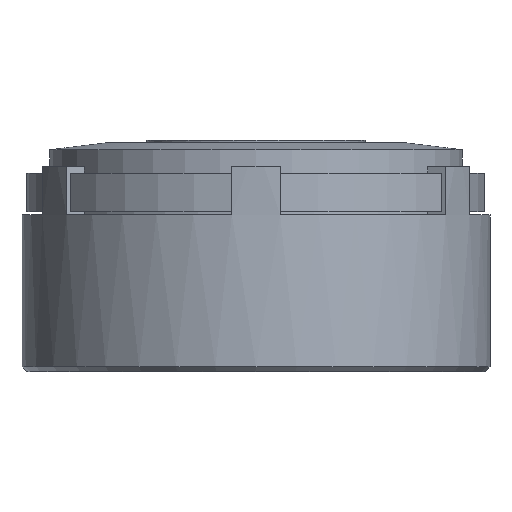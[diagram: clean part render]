
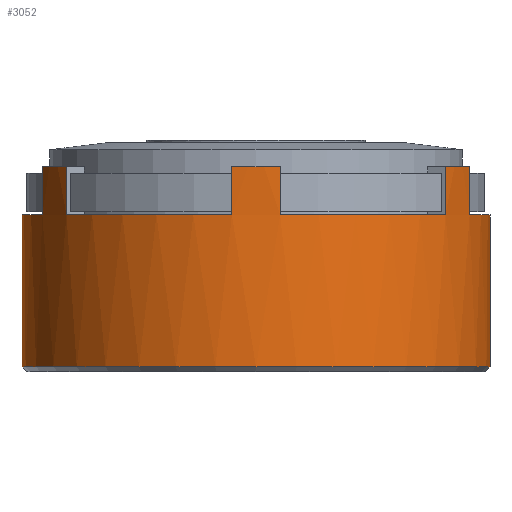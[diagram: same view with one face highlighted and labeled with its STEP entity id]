
A CAD part, front view. The second image highlights one B-rep face of the part: STEP entity #3052.
In plain terms, the highlighted cylindrical face has radius 48.5 mm (diameter 97 mm), a partial arc.
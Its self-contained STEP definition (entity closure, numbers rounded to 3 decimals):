
#20 = CIRCLE ( 'NONE', #22, 48.5 ) ;
#21 = CARTESIAN_POINT ( 'NONE',  ( 0., 0., 32.5 ) ) ;
#22 = AXIS2_PLACEMENT_3D ( 'NONE', #21, #26, #25 ) ;
#25 = DIRECTION ( 'NONE',  ( -0.5, -0.866, 0. ) ) ;
#26 = DIRECTION ( 'NONE',  ( 0., 0., 1. ) ) ;
#27 = CARTESIAN_POINT ( 'NONE',  ( 39.278, -28.451, 32.5 ) ) ;
#614 = CARTESIAN_POINT ( 'NONE',  ( 48.5, 0., 1. ) ) ;
#620 = CARTESIAN_POINT ( 'NONE',  ( -48.5, 0., 1. ) ) ;
#704 = VERTEX_POINT ( 'NONE', #1228 ) ;
#715 = VERTEX_POINT ( 'NONE', #1301 ) ;
#747 = EDGE_CURVE ( 'NONE', #2980, #704, #1386, .T. ) ;
#818 = EDGE_CURVE ( 'NONE', #2896, #715, #1493, .T. ) ;
#827 = VERTEX_POINT ( 'NONE', #1490 ) ;
#834 = EDGE_CURVE ( 'NONE', #2994, #827, #1519, .T. ) ;
#877 = EDGE_CURVE ( 'NONE', #898, #901, #1602, .T. ) ;
#898 = VERTEX_POINT ( 'NONE', #1631 ) ;
#901 = VERTEX_POINT ( 'NONE', #1663 ) ;
#935 = EDGE_CURVE ( 'NONE', #1114, #898, #1696, .T. ) ;
#943 = EDGE_CURVE ( 'NONE', #945, #901, #1700, .T. ) ;
#945 = VERTEX_POINT ( 'NONE', #1721 ) ;
#1018 = EDGE_CURVE ( 'NONE', #715, #827, #1782, .T. ) ;
#1055 = EDGE_CURVE ( 'NONE', #2977, #1076, #1869, .T. ) ;
#1076 = VERTEX_POINT ( 'NONE', #1888 ) ;
#1114 = VERTEX_POINT ( 'NONE', #27 ) ;
#1115 = EDGE_CURVE ( 'NONE', #2994, #1114, #20, .T. ) ;
#1228 = CARTESIAN_POINT ( 'NONE',  ( -39.278, -28.451, 42.5 ) ) ;
#1301 = CARTESIAN_POINT ( 'NONE',  ( -5., -48.242, 42.5 ) ) ;
#1386 = LINE ( 'NONE', #1401, #1396 ) ;
#1396 = VECTOR ( 'NONE', #1400, 1000. ) ;
#1400 = DIRECTION ( 'NONE',  ( 0., 0., 1. ) ) ;
#1401 = CARTESIAN_POINT ( 'NONE',  ( -39.278, -28.451, 32.5 ) ) ;
#1487 = VECTOR ( 'NONE', #1488, 1000. ) ;
#1488 = DIRECTION ( 'NONE',  ( 0., 0., 1. ) ) ;
#1490 = CARTESIAN_POINT ( 'NONE',  ( 5., -48.242, 42.5 ) ) ;
#1493 = LINE ( 'NONE', #1494, #1487 ) ;
#1494 = CARTESIAN_POINT ( 'NONE',  ( -5., -48.242, 32.5 ) ) ;
#1516 = DIRECTION ( 'NONE',  ( 0., 0., 1. ) ) ;
#1517 = VECTOR ( 'NONE', #1516, 1000. ) ;
#1518 = CARTESIAN_POINT ( 'NONE',  ( 5., -48.242, 32.5 ) ) ;
#1519 = LINE ( 'NONE', #1518, #1517 ) ;
#1595 = CARTESIAN_POINT ( 'NONE',  ( 0., 0., 42.5 ) ) ;
#1599 = DIRECTION ( 'NONE',  ( 1., 0., 0. ) ) ;
#1600 = DIRECTION ( 'NONE',  ( 0., 0., 1. ) ) ;
#1601 = AXIS2_PLACEMENT_3D ( 'NONE', #1595, #1600, #1599 ) ;
#1602 = CIRCLE ( 'NONE', #1601, 48.5 ) ;
#1631 = CARTESIAN_POINT ( 'NONE',  ( 39.278, -28.451, 42.5 ) ) ;
#1663 = CARTESIAN_POINT ( 'NONE',  ( 44.278, -19.791, 42.5 ) ) ;
#1680 = DIRECTION ( 'NONE',  ( 0., 0., 1. ) ) ;
#1681 = VECTOR ( 'NONE', #1680, 1000. ) ;
#1682 = CARTESIAN_POINT ( 'NONE',  ( 39.278, -28.451, 32.5 ) ) ;
#1696 = LINE ( 'NONE', #1682, #1681 ) ;
#1700 = LINE ( 'NONE', #1702, #1703 ) ;
#1702 = CARTESIAN_POINT ( 'NONE',  ( 44.278, -19.791, 32.5 ) ) ;
#1703 = VECTOR ( 'NONE', #1715, 1000. ) ;
#1715 = DIRECTION ( 'NONE',  ( 0., 0., 1. ) ) ;
#1721 = CARTESIAN_POINT ( 'NONE',  ( 44.278, -19.791, 32.5 ) ) ;
#1779 = DIRECTION ( 'NONE',  ( 1., 0., 0. ) ) ;
#1780 = DIRECTION ( 'NONE',  ( 0., 0., 1. ) ) ;
#1781 = AXIS2_PLACEMENT_3D ( 'NONE', #1789, #1780, #1779 ) ;
#1782 = CIRCLE ( 'NONE', #1781, 48.5 ) ;
#1789 = CARTESIAN_POINT ( 'NONE',  ( 0., 0., 42.5 ) ) ;
#1866 = VECTOR ( 'NONE', #1867, 1000. ) ;
#1867 = DIRECTION ( 'NONE',  ( 0., 0., 1. ) ) ;
#1868 = CARTESIAN_POINT ( 'NONE',  ( -44.278, -19.791, 32.5 ) ) ;
#1869 = LINE ( 'NONE', #1868, #1866 ) ;
#1888 = CARTESIAN_POINT ( 'NONE',  ( -44.278, -19.791, 42.5 ) ) ;
#2092 = CARTESIAN_POINT ( 'NONE',  ( 48.5, 0., 32.5 ) ) ;
#2111 = DIRECTION ( 'NONE',  ( 0., 0., 1. ) ) ;
#2112 = CARTESIAN_POINT ( 'NONE',  ( 0., 0., 1. ) ) ;
#2115 = AXIS2_PLACEMENT_3D ( 'NONE', #2112, #2111, #2125 ) ;
#2116 = DIRECTION ( 'NONE',  ( 0.5, -0.866, 0. ) ) ;
#2121 = DIRECTION ( 'NONE',  ( 0., 0., 1. ) ) ;
#2122 = CARTESIAN_POINT ( 'NONE',  ( 0., 0., 32.5 ) ) ;
#2123 = CIRCLE ( 'NONE', #2115, 48.5 ) ;
#2125 = DIRECTION ( 'NONE',  ( 1., 0., 0. ) ) ;
#2129 = CARTESIAN_POINT ( 'NONE',  ( -48.5, 0., 42.5 ) ) ;
#2130 = LINE ( 'NONE', #2129, #2155 ) ;
#2132 = DIRECTION ( 'NONE',  ( 0., 0., -1. ) ) ;
#2155 = VECTOR ( 'NONE', #2132, 1000. ) ;
#2158 = CARTESIAN_POINT ( 'NONE',  ( -48.5, 0., 32.5 ) ) ;
#2176 = DIRECTION ( 'NONE',  ( 0., 0., -1. ) ) ;
#2197 = VECTOR ( 'NONE', #2176, 1000. ) ;
#2198 = CARTESIAN_POINT ( 'NONE',  ( 48.5, 0., 42.5 ) ) ;
#2199 = LINE ( 'NONE', #2198, #2197 ) ;
#2219 = CARTESIAN_POINT ( 'NONE',  ( -5., -48.242, 32.5 ) ) ;
#2300 = DIRECTION ( 'NONE',  ( 0., 0., 1. ) ) ;
#2317 = AXIS2_PLACEMENT_3D ( 'NONE', #2122, #2121, #2116 ) ;
#2318 = CIRCLE ( 'NONE', #2317, 48.5 ) ;
#2360 = AXIS2_PLACEMENT_3D ( 'NONE', #2367, #2300, #2381 ) ;
#2367 = CARTESIAN_POINT ( 'NONE',  ( 0., 0., 32.5 ) ) ;
#2380 = CARTESIAN_POINT ( 'NONE',  ( -44.278, -19.791, 32.5 ) ) ;
#2381 = DIRECTION ( 'NONE',  ( -0.5, 0.866, 0. ) ) ;
#2393 = CARTESIAN_POINT ( 'NONE',  ( 5., -48.242, 32.5 ) ) ;
#2397 = CIRCLE ( 'NONE', #2360, 48.5 ) ;
#2415 = CARTESIAN_POINT ( 'NONE',  ( -39.278, -28.451, 32.5 ) ) ;
#2416 = DIRECTION ( 'NONE',  ( -1., 0., 0. ) ) ;
#2417 = DIRECTION ( 'NONE',  ( 0., 0., 1. ) ) ;
#2418 = CARTESIAN_POINT ( 'NONE',  ( 0., 0., 32.5 ) ) ;
#2419 = AXIS2_PLACEMENT_3D ( 'NONE', #2418, #2417, #2416 ) ;
#2420 = CIRCLE ( 'NONE', #2419, 48.5 ) ;
#2421 = CYLINDRICAL_SURFACE ( 'NONE', #2426, 48.5 ) ;
#2423 = DIRECTION ( 'NONE',  ( -1., 0., 0. ) ) ;
#2426 = AXIS2_PLACEMENT_3D ( 'NONE', #2431, #2441, #2423 ) ;
#2428 = FACE_OUTER_BOUND ( 'NONE', #3029, .T. ) ;
#2431 = CARTESIAN_POINT ( 'NONE',  ( 0., 0., 42.5 ) ) ;
#2441 = DIRECTION ( 'NONE',  ( 0., 0., -1. ) ) ;
#2492 = CIRCLE ( 'NONE', #2503, 48.5 ) ;
#2501 = DIRECTION ( 'NONE',  ( 1., 0., 0. ) ) ;
#2502 = DIRECTION ( 'NONE',  ( 0., 0., 1. ) ) ;
#2503 = AXIS2_PLACEMENT_3D ( 'NONE', #2508, #2502, #2501 ) ;
#2508 = CARTESIAN_POINT ( 'NONE',  ( 0., 0., 42.5 ) ) ;
#2770 = VERTEX_POINT ( 'NONE', #2092 ) ;
#2782 = EDGE_CURVE ( 'NONE', #2800, #3518, #2130, .T. ) ;
#2800 = VERTEX_POINT ( 'NONE', #2158 ) ;
#2821 = EDGE_CURVE ( 'NONE', #2770, #3516, #2199, .T. ) ;
#2896 = VERTEX_POINT ( 'NONE', #2219 ) ;
#2968 = EDGE_CURVE ( 'NONE', #2800, #2977, #2397, .T. ) ;
#2977 = VERTEX_POINT ( 'NONE', #2380 ) ;
#2978 = EDGE_CURVE ( 'NONE', #2980, #2896, #2420, .T. ) ;
#2980 = VERTEX_POINT ( 'NONE', #2415 ) ;
#2994 = VERTEX_POINT ( 'NONE', #2393 ) ;
#3029 = EDGE_LOOP ( 'NONE', ( #3030, #3041, #3040, #3048, #3044, #3045, #3042, #3046, #3047, #3051, #3049, #3050, #3058, #3066, #3067, #3063 ) ) ;
#3030 = ORIENTED_EDGE ( 'NONE', *, *, #2821, .F. ) ;
#3040 = ORIENTED_EDGE ( 'NONE', *, *, #943, .T. ) ;
#3041 = ORIENTED_EDGE ( 'NONE', *, *, #3043, .F. ) ;
#3042 = ORIENTED_EDGE ( 'NONE', *, *, #834, .T. ) ;
#3043 = EDGE_CURVE ( 'NONE', #945, #2770, #2318, .T. ) ;
#3044 = ORIENTED_EDGE ( 'NONE', *, *, #935, .F. ) ;
#3045 = ORIENTED_EDGE ( 'NONE', *, *, #1115, .F. ) ;
#3046 = ORIENTED_EDGE ( 'NONE', *, *, #1018, .F. ) ;
#3047 = ORIENTED_EDGE ( 'NONE', *, *, #818, .F. ) ;
#3048 = ORIENTED_EDGE ( 'NONE', *, *, #877, .F. ) ;
#3049 = ORIENTED_EDGE ( 'NONE', *, *, #747, .T. ) ;
#3050 = ORIENTED_EDGE ( 'NONE', *, *, #3111, .F. ) ;
#3051 = ORIENTED_EDGE ( 'NONE', *, *, #2978, .F. ) ;
#3052 = ADVANCED_FACE ( 'NONE', ( #2428 ), #2421, .T. ) ;
#3058 = ORIENTED_EDGE ( 'NONE', *, *, #1055, .F. ) ;
#3063 = ORIENTED_EDGE ( 'NONE', *, *, #3070, .T. ) ;
#3066 = ORIENTED_EDGE ( 'NONE', *, *, #2968, .F. ) ;
#3067 = ORIENTED_EDGE ( 'NONE', *, *, #2782, .T. ) ;
#3070 = EDGE_CURVE ( 'NONE', #3518, #3516, #2123, .T. ) ;
#3111 = EDGE_CURVE ( 'NONE', #1076, #704, #2492, .T. ) ;
#3516 = VERTEX_POINT ( 'NONE', #614 ) ;
#3518 = VERTEX_POINT ( 'NONE', #620 ) ;
